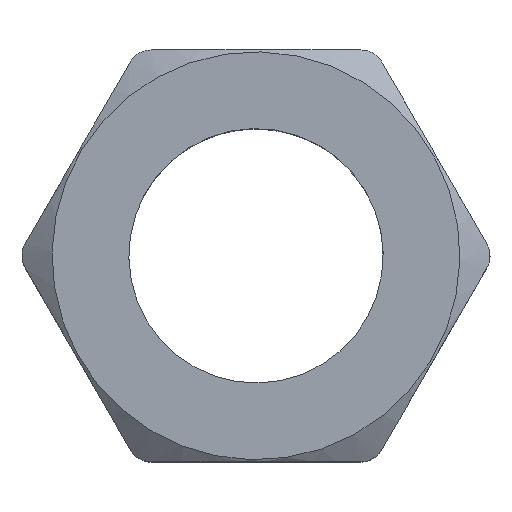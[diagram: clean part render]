
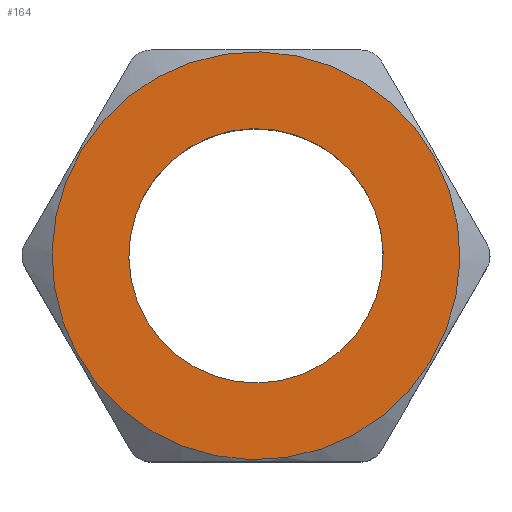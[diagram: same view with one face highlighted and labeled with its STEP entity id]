
A CAD part, top view. The second image highlights one B-rep face of the part: STEP entity #164.
In plain terms, the highlighted planar face has unit normal (0, 0, 1).
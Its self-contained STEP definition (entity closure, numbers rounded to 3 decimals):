
#63=CARTESIAN_POINT('Vertex',(-4.607,2.517,15.)) ;
#114=CARTESIAN_POINT('Vertex',(4.607,-2.517,15.)) ;
#117=CARTESIAN_POINT('Axis2P3D Location',(0.,0.,15.)) ;
#132=CARTESIAN_POINT('Axis2P3D Location',(0.,0.,15.)) ;
#137=CARTESIAN_POINT('Axis2P3D Location',(0.,0.,15.)) ;
#141=CARTESIAN_POINT('Vertex',(7.389,4.037,15.)) ;
#143=CARTESIAN_POINT('Vertex',(-7.389,-4.037,15.)) ;
#146=CARTESIAN_POINT('Axis2P3D Location',(0.,0.,15.)) ;
#155=CARTESIAN_POINT('Axis2P3D Location',(0.,0.,15.)) ;
#118=DIRECTION('Axis2P3D Direction',(0.,-0.,-1.)) ;
#133=DIRECTION('Axis2P3D Direction',(0.,0.,1.)) ;
#134=DIRECTION('Axis2P3D XDirection',(1.,0.,0.)) ;
#138=DIRECTION('Axis2P3D Direction',(0.,0.,1.)) ;
#147=DIRECTION('Axis2P3D Direction',(0.,0.,1.)) ;
#156=DIRECTION('Axis2P3D Direction',(0.,0.,1.)) ;
#119=AXIS2_PLACEMENT_3D('Circle Axis2P3D',#117,#118,$) ;
#135=AXIS2_PLACEMENT_3D('Plane Axis2P3D',#132,#133,#134) ;
#139=AXIS2_PLACEMENT_3D('Circle Axis2P3D',#137,#138,$) ;
#148=AXIS2_PLACEMENT_3D('Circle Axis2P3D',#146,#147,$) ;
#157=AXIS2_PLACEMENT_3D('Circle Axis2P3D',#155,#156,$) ;
#152=ORIENTED_EDGE('',*,*,#145,.T.) ;
#153=ORIENTED_EDGE('',*,*,#150,.T.) ;
#161=ORIENTED_EDGE('',*,*,#159,.F.) ;
#162=ORIENTED_EDGE('',*,*,#121,.F.) ;
#163=FACE_BOUND('',#160,.T.) ;
#164=ADVANCED_FACE('Ecrou_Exagoconique',(#154,#163),#136,.T.) ;
#120=CIRCLE('generated circle',#119,5.25) ;
#140=CIRCLE('generated circle',#139,8.42) ;
#149=CIRCLE('generated circle',#148,8.42) ;
#158=CIRCLE('generated circle',#157,5.25) ;
#121=EDGE_CURVE('',#115,#64,#120,.F.) ;
#145=EDGE_CURVE('',#142,#144,#140,.T.) ;
#150=EDGE_CURVE('',#144,#142,#149,.T.) ;
#159=EDGE_CURVE('',#64,#115,#158,.T.) ;
#151=EDGE_LOOP('',(#152,#153)) ;
#160=EDGE_LOOP('',(#161,#162)) ;
#154=FACE_OUTER_BOUND('',#151,.T.) ;
#136=PLANE('Plane',#135) ;
#64=VERTEX_POINT('',#63) ;
#115=VERTEX_POINT('',#114) ;
#142=VERTEX_POINT('',#141) ;
#144=VERTEX_POINT('',#143) ;
